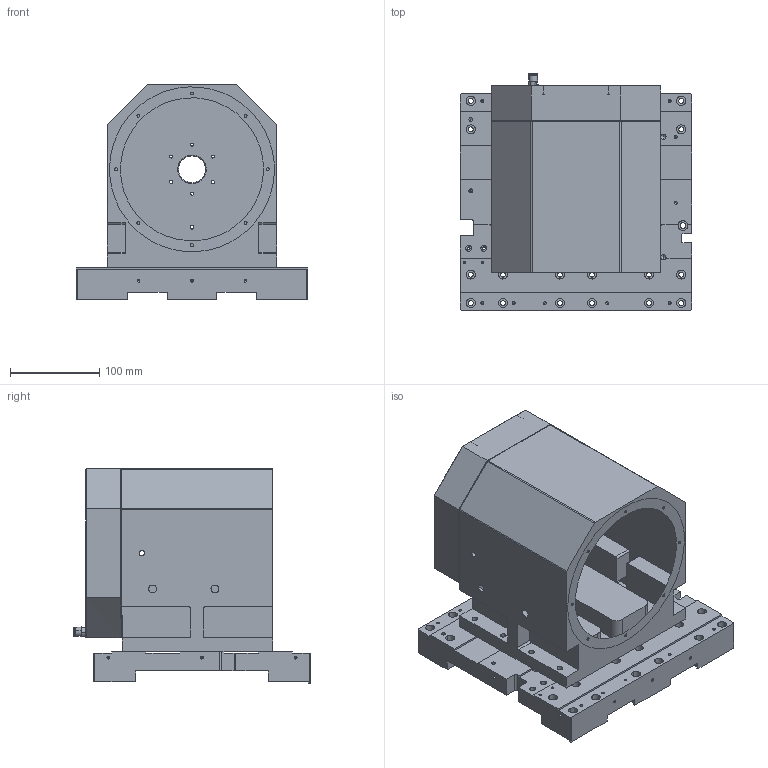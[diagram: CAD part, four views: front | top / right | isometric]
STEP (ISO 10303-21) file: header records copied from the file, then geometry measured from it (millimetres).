
FILE_DESCRIPTION(('FreeCAD Model'),'2;1');
FILE_NAME('Open CASCADE Shape Model','2025-08-19T10:53:28',(''),(''), 'Open CASCADE STEP processor 7.6','FreeCAD','Unknown');
FILE_SCHEMA(('AUTOMOTIVE_DESIGN { 1 0 10303 214 1 1 1 1 }'));
Products named in the file (1): X003
Bounding box: 260 x 265.4 x 241 mm (x, y, z)
Volume: 1506056.9 mm3; surface area: 437224 mm2
Topology: 1 solids, 2 shells, 563 faces, 1547 edges, 976 vertices
Faces by surface type: cylinder 298, plane 175, cone 86, torus 4
Entity records: 49729 total; most frequent: CARTESIAN_POINT 22990, DIRECTION 4269, ORIENTED_EDGE 2858, PCURVE 2858, DEFINITIONAL_REPRESENTATION 2858, LINE 2060, VECTOR 2060, EDGE_CURVE 1460
